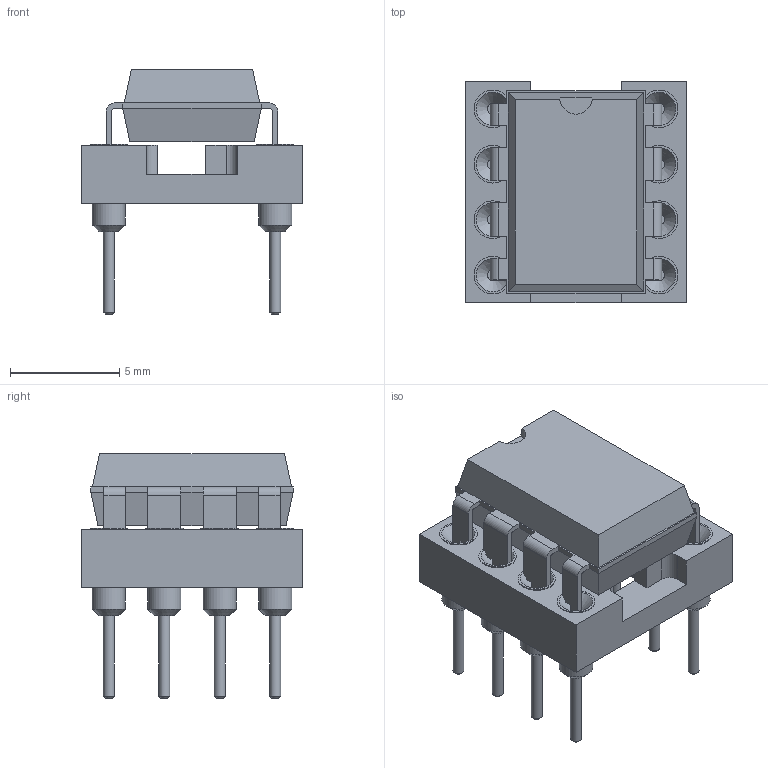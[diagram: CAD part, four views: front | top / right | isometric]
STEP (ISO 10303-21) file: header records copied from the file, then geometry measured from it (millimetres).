
FILE_DESCRIPTION(('FreeCAD Model'),'2;1');
FILE_NAME('DIP_8_W762mm_Socket_sp.step', '2018-12-28T18:06:08',('kicad StepUp'),('ksu MCAD'), 'Open CASCADE STEP processor 7.2','FreeCAD','Unknown');
FILE_SCHEMA(('AUTOMOTIVE_DESIGN { 1 0 10303 214 1 1 1 1 }'));
Length unit declared in the file: millimetre
Products named in the file (1): DIP_8_W762mm_Socket_sp
Bounding box: 10.16 x 10.16 x 11.21 mm (x, y, z)
Volume: 392.7 mm3; surface area: 718.3 mm2
Topology: 1 solids, 1 shells, 308 faces, 866 edges, 561 vertices
Faces by surface type: plane 175, cylinder 89, cone 24, bspline 20
Full cylindrical faces by diameter (mm): 0.508 x8, 1.524 x8, 1.724 x8
Entity records: 12509 total; most frequent: CARTESIAN_POINT 2112, DIRECTION 1749, ORIENTED_EDGE 1732, EDGE_CURVE 866, AXIS2_PLACEMENT_3D 613, VERTEX_POINT 561, LINE 523, VECTOR 523
